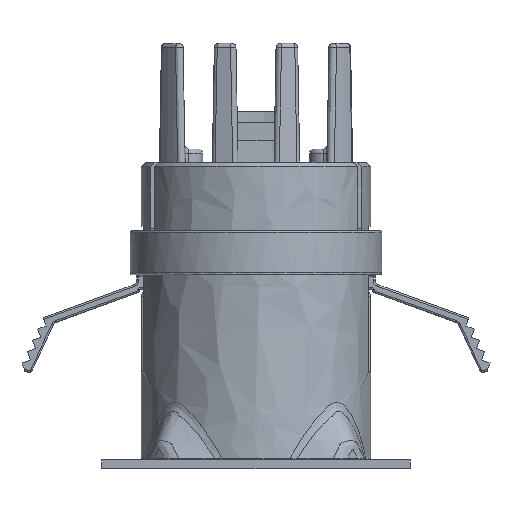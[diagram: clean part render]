
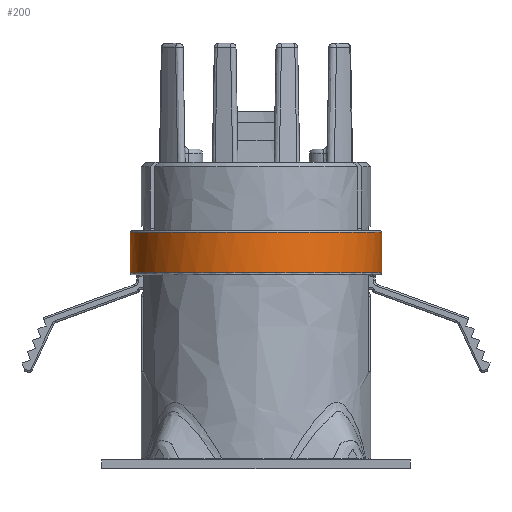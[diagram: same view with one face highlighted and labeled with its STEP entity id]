
A CAD part, front view. The second image highlights one B-rep face of the part: STEP entity #200.
In plain terms, the highlighted free-form (B-spline) face has degree [2, 1] with [5, 2] control points.
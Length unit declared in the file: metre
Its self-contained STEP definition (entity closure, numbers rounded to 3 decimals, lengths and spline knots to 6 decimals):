
#200=ADVANCED_FACE('',(#671),#6839,.T.);
#671=FACE_OUTER_BOUND('',#1137,.T.);
#1137=EDGE_LOOP('',(#2235,#2236,#2237,#2238));
#2235=ORIENTED_EDGE('',*,*,#3784,.T.);
#2236=ORIENTED_EDGE('',*,*,#3787,.T.);
#2237=ORIENTED_EDGE('',*,*,#3786,.T.);
#2238=ORIENTED_EDGE('',*,*,#4131,.F.);
#3784=EDGE_CURVE('',#6076,#6075,#5376,.T.);
#3786=EDGE_CURVE('',#6078,#6077,#5378,.T.);
#3787=EDGE_CURVE('',#6075,#6078,#4894,.T.);
#4131=EDGE_CURVE('',#6076,#6077,#5055,.T.);
#4894=B_SPLINE_CURVE_WITH_KNOTS('',1,(#12685,#12686),.UNSPECIFIED.,.F.,
 .F.,(2,2),(0.00166,0.00626),.UNSPECIFIED.);
#5055=B_SPLINE_CURVE_WITH_KNOTS('',1,(#13720,#13721),.UNSPECIFIED.,.F.,
 .F.,(2,2),(0.00166,0.00626),.UNSPECIFIED.);
#5376=(
BOUNDED_CURVE()
B_SPLINE_CURVE(2,(#12670,#12671,#12672,#12673,#12674),.UNSPECIFIED.,.F.,
 .F.)
B_SPLINE_CURVE_WITH_KNOTS((3,2,3),(0.044768,0.067152,
0.089535),.UNSPECIFIED.)
CURVE()
GEOMETRIC_REPRESENTATION_ITEM()
RATIONAL_B_SPLINE_CURVE((1.,0.707,1.,0.707,1.))
REPRESENTATION_ITEM('')
);
#5378=(
BOUNDED_CURVE()
B_SPLINE_CURVE(2,(#12680,#12681,#12682,#12683,#12684),.UNSPECIFIED.,.F.,
 .F.)
B_SPLINE_CURVE_WITH_KNOTS((3,2,3),(0.044768,0.067152,
0.089535),.UNSPECIFIED.)
CURVE()
GEOMETRIC_REPRESENTATION_ITEM()
RATIONAL_B_SPLINE_CURVE((1.,0.707,1.,0.707,1.))
REPRESENTATION_ITEM('')
);
#6075=VERTEX_POINT('',#12448);
#6076=VERTEX_POINT('',#12449);
#6077=VERTEX_POINT('',#12450);
#6078=VERTEX_POINT('',#12451);
#6839=(
BOUNDED_SURFACE()
B_SPLINE_SURFACE(2,1,((#12332,#12333),(#12334,#12335),(#12336,#12337),(#12338,
#12339),(#12340,#12341)),.UNSPECIFIED.,.F.,.F.,.F.)
B_SPLINE_SURFACE_WITH_KNOTS((3,2,3),(2,2),(0.044768,0.067152,
0.089535),(0.,0.00792),.UNSPECIFIED.)
GEOMETRIC_REPRESENTATION_ITEM()
RATIONAL_B_SPLINE_SURFACE(((1.,1.),(0.707,0.707),
(1.,1.),(0.707,0.707),(1.,1.)))
REPRESENTATION_ITEM('')
SURFACE()
);
#12332=CARTESIAN_POINT('',(-0.01425,0.,0.02054));
#12333=CARTESIAN_POINT('',(-0.01425,0.,0.02846));
#12334=CARTESIAN_POINT('',(-0.01425,-0.01425,0.02054));
#12335=CARTESIAN_POINT('',(-0.01425,-0.01425,0.02846));
#12336=CARTESIAN_POINT('',(0.,-0.01425,0.02054));
#12337=CARTESIAN_POINT('',(0.,-0.01425,0.02846));
#12338=CARTESIAN_POINT('',(0.01425,-0.01425,0.02054));
#12339=CARTESIAN_POINT('',(0.01425,-0.01425,0.02846));
#12340=CARTESIAN_POINT('',(0.01425,0.,0.02054));
#12341=CARTESIAN_POINT('',(0.01425,0.,0.02846));
#12448=CARTESIAN_POINT('',(0.01425,0.,0.0222));
#12449=CARTESIAN_POINT('',(-0.01425,0.,0.0222));
#12450=CARTESIAN_POINT('',(-0.01425,0.,0.0268));
#12451=CARTESIAN_POINT('',(0.01425,0.,0.0268));
#12670=CARTESIAN_POINT('',(-0.01425,0.,0.0222));
#12671=CARTESIAN_POINT('',(-0.01425,-0.01425,0.0222));
#12672=CARTESIAN_POINT('',(0.,-0.01425,0.0222));
#12673=CARTESIAN_POINT('',(0.01425,-0.01425,0.0222));
#12674=CARTESIAN_POINT('',(0.01425,0.,0.0222));
#12680=CARTESIAN_POINT('',(0.01425,0.,0.0268));
#12681=CARTESIAN_POINT('',(0.01425,-0.01425,0.0268));
#12682=CARTESIAN_POINT('',(0.,-0.01425,0.0268));
#12683=CARTESIAN_POINT('',(-0.01425,-0.01425,0.0268));
#12684=CARTESIAN_POINT('',(-0.01425,0.,0.0268));
#12685=CARTESIAN_POINT('',(0.01425,0.,0.0222));
#12686=CARTESIAN_POINT('',(0.01425,0.,0.0268));
#13720=CARTESIAN_POINT('',(-0.01425,0.,0.0222));
#13721=CARTESIAN_POINT('',(-0.01425,0.,0.0268));
